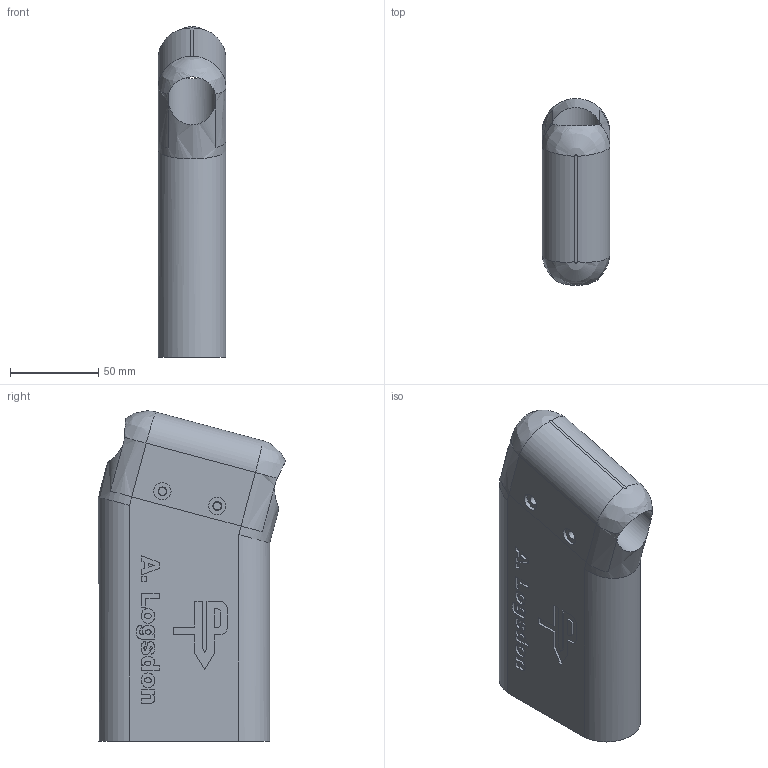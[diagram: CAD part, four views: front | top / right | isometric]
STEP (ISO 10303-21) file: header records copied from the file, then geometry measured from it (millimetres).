
FILE_DESCRIPTION(/* description */ (''),/* implementation_level */ '2;1');
FILE_NAME(/* name */ 'Varia Tool Case Mount Short V2 v4.step',/* time_stamp */ '2025-07-10T15:25:29-05:00',/* author */ (''),/* organization */ (''),/* preprocessor_version */ 'ST-DEVELOPER v20.1',/* originating_system */ 'Autodesk Translation Framework v14.10.0.0',/* authorisation */ '');
FILE_SCHEMA (('AUTOMOTIVE_DESIGN { 1 0 10303 214 3 1 1 }'));
Length unit declared in the file: millimetre
Products named in the file (1): Varia Tool Case Mount Short V2
Bounding box: 38.5 x 106.19 x 187.61 mm (x, y, z)
Volume: 257194.4 mm3; surface area: 94852.6 mm2
Topology: 2 solids, 2 shells, 484 faces, 1310 edges, 869 vertices
Faces by surface type: bspline 237, plane 212, cylinder 35
Full cylindrical faces by diameter (mm): 4.5 x4, 5 x4, 9.8 x4
Entity records: 18038 total; most frequent: CARTESIAN_POINT 7698, ORIENTED_EDGE 2616, DIRECTION 1429, EDGE_CURVE 1308, VERTEX_POINT 869, LINE 751, VECTOR 751, EDGE_LOOP 533
